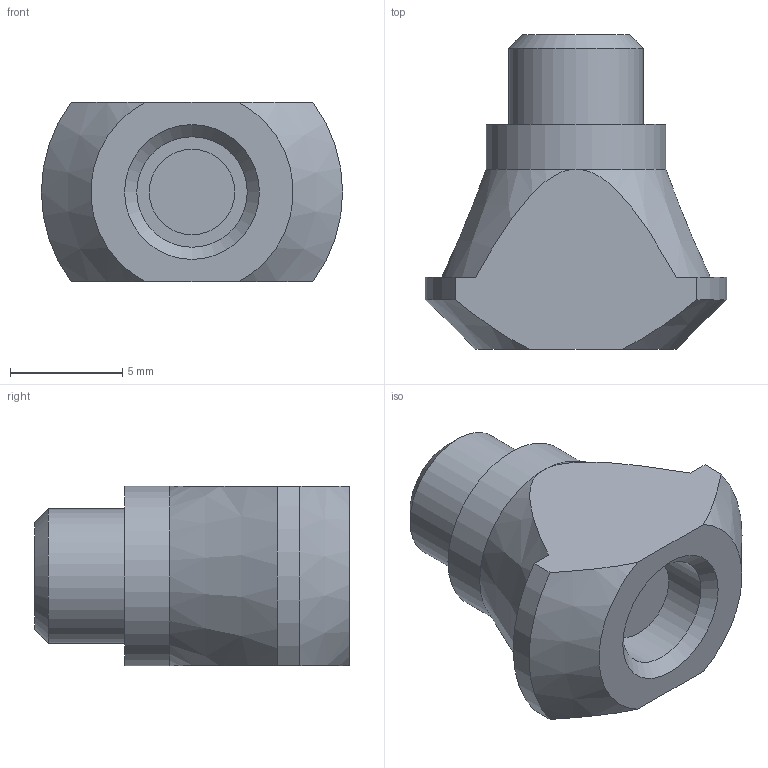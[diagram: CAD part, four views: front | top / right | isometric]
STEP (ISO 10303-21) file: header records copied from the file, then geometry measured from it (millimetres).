
FILE_DESCRIPTION( ( 'STEP AP214' ), '1' );
FILE_NAME( 'K1283.0806.stp', '2020-12-10T11:05:45', ( '' ), ( '' ), ' ', 'PARTsolutions', ' ' );
FILE_SCHEMA( ( 'AUTOMOTIVE_DESIGN { 1 0 10303 214 1 1 1 1 }' ) );
Length unit declared in the file: millimetre
Products named in the file (1): _K1283.0806
Bounding box: 13.4 x 14 x 8 mm (x, y, z)
Volume: 720.7 mm3; surface area: 684.3 mm2
Topology: 1 solids, 1 shells, 28 faces, 62 edges, 40 vertices
Faces by surface type: plane 16, cone 6, cylinder 6
Full cylindrical faces by diameter (mm): 3.8 x1, 4.917 x1, 6 x1, 8 x1
Entity records: 1042 total; most frequent: CARTESIAN_POINT 207, DIRECTION 124, ORIENTED_EDGE 110, EDGE_CURVE 55, AXIS2_PLACEMENT_3D 48, VERTEX_POINT 39, EDGE_LOOP 38, FACE_OUTER_BOUND 32
